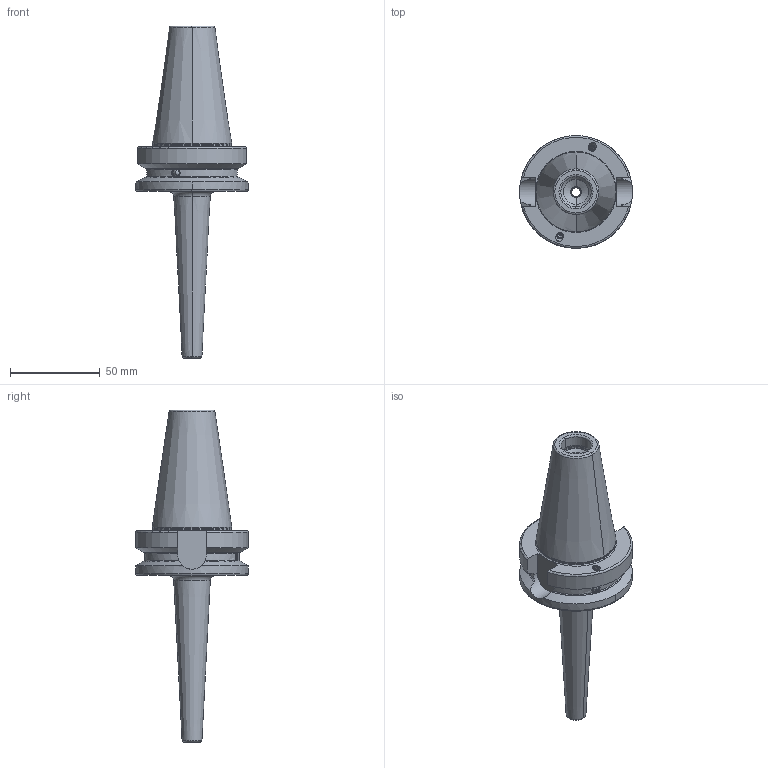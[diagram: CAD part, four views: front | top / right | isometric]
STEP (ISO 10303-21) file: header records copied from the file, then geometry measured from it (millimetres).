
FILE_DESCRIPTION((''),'2;1');
FILE_NAME('406_72_05_1','2020-09-03T',('101107'),(''),'CREO PARAMETRIC BY PTC INC, 2016260','CREO PARAMETRIC BY PTC INC, 2016260','');
FILE_SCHEMA(('CONFIG_CONTROL_DESIGN'));
Length unit declared in the file: millimetre
Products named in the file (1): 406_72_05_1
Bounding box: 63 x 63 x 185.4 mm (x, y, z)
Volume: 135469.9 mm3; surface area: 29491.4 mm2
Topology: 1 solids, 7 shells, 225 faces, 500 edges, 280 vertices
Faces by surface type: cone 96, cylinder 54, plane 39, torus 28, sphere 8
Entity records: 6627 total; most frequent: CARTESIAN_POINT 1673, DIRECTION 1098, ORIENTED_EDGE 976, EDGE_CURVE 488, AXIS2_PLACEMENT_3D 458, VERTEX_POINT 280, EDGE_LOOP 238, CIRCLE 230
